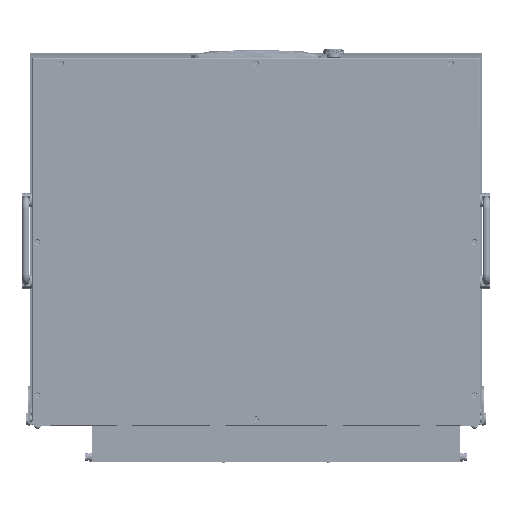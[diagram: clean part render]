
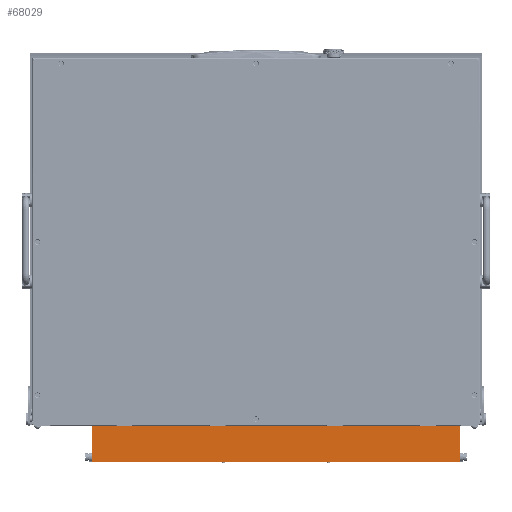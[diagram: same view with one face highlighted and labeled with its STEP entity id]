
A CAD part, front view. The second image highlights one B-rep face of the part: STEP entity #68029.
In plain terms, the highlighted planar face has unit normal (0, -1, 0).
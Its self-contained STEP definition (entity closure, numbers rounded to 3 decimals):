
#2441 = EDGE_CURVE ( 'NONE', #55530, #212033, #203912, .T. ) ;
#5313 = VERTEX_POINT ( 'NONE', #245977 ) ;
#13729 = DIRECTION ( 'NONE',  ( -1., 0., 0.017 ) ) ;
#27571 = VECTOR ( 'NONE', #112264, 1000. ) ;
#35292 = FACE_OUTER_BOUND ( 'NONE', #253647, .T. ) ;
#39605 = EDGE_CURVE ( 'NONE', #220053, #212033, #131979, .T. ) ;
#55530 = VERTEX_POINT ( 'NONE', #270120 ) ;
#55720 = CARTESIAN_POINT ( 'NONE',  ( -0.004, 0., 432.085 ) ) ;
#59730 = VECTOR ( 'NONE', #123517, 1000. ) ;
#68029 = ADVANCED_FACE ( 'NONE', ( #35292 ), #120570, .F. ) ;
#77452 = LINE ( 'NONE', #162767, #217791 ) ;
#95949 = ORIENTED_EDGE ( 'NONE', *, *, #39605, .F. ) ;
#106711 = ORIENTED_EDGE ( 'NONE', *, *, #171952, .T. ) ;
#112264 = DIRECTION ( 'NONE',  ( 0.017, 0., 1. ) ) ;
#120570 = PLANE ( 'NONE',  #146456 ) ;
#123517 = DIRECTION ( 'NONE',  ( 1., 0., -0.017 ) ) ;
#131979 = LINE ( 'NONE', #217216, #27571 ) ;
#137473 = DIRECTION ( 'NONE',  ( 0., 1., 0. ) ) ;
#138774 = ORIENTED_EDGE ( 'NONE', *, *, #2441, .T. ) ;
#140251 = CARTESIAN_POINT ( 'NONE',  ( 44.443, 0., 431.563 ) ) ;
#146456 = AXIS2_PLACEMENT_3D ( 'NONE', #140251, #137473, #201736 ) ;
#162767 = CARTESIAN_POINT ( 'NONE',  ( 44.443, 0., 431.563 ) ) ;
#171952 = EDGE_CURVE ( 'NONE', #5313, #55530, #77452, .T. ) ;
#198262 = CARTESIAN_POINT ( 'NONE',  ( -0.004, 0., 432.085 ) ) ;
#201011 = ORIENTED_EDGE ( 'NONE', *, *, #268306, .T. ) ;
#201736 = DIRECTION ( 'NONE',  ( 0., 0., 1. ) ) ;
#203912 = LINE ( 'NONE', #55720, #262810 ) ;
#208492 = CARTESIAN_POINT ( 'NONE',  ( -7.864, 0., -18.188 ) ) ;
#212033 = VERTEX_POINT ( 'NONE', #198262 ) ;
#217216 = CARTESIAN_POINT ( 'NONE',  ( -0.084, 0., 427.514 ) ) ;
#217791 = VECTOR ( 'NONE', #248010, 1000. ) ;
#220053 = VERTEX_POINT ( 'NONE', #208492 ) ;
#226974 = LINE ( 'NONE', #252112, #59730 ) ;
#245977 = CARTESIAN_POINT ( 'NONE',  ( 36.579, 0., -18.964 ) ) ;
#248010 = DIRECTION ( 'NONE',  ( 0.017, 0., 1. ) ) ;
#252112 = CARTESIAN_POINT ( 'NONE',  ( -7.864, 0., -18.188 ) ) ;
#253647 = EDGE_LOOP ( 'NONE', ( #201011, #106711, #138774, #95949 ) ) ;
#262810 = VECTOR ( 'NONE', #13729, 1000. ) ;
#268306 = EDGE_CURVE ( 'NONE', #220053, #5313, #226974, .T. ) ;
#270120 = CARTESIAN_POINT ( 'NONE',  ( 44.439, 0., 431.309 ) ) ;
